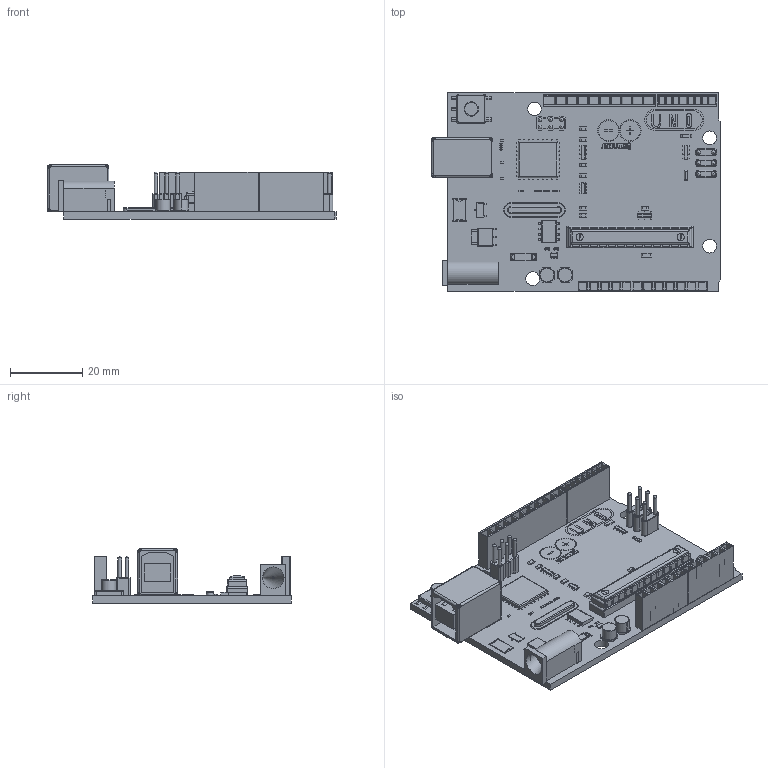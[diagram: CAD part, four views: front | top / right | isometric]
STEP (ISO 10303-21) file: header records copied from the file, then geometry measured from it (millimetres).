
FILE_DESCRIPTION(/* description */ (''),/* implementation_level */ '2;1');
FILE_NAME(/* name */ 'Arduino Uno v31.step',/* time_stamp */ '2025-09-01T10:05:19+05:30',/* author */ (''),/* organization */ (''),/* preprocessor_version */ 'ST-DEVELOPER v20.1',/* originating_system */ 'Autodesk Translation Framework v14.10.0.0',/* authorisation */ '');
FILE_SCHEMA (('AUTOMOTIVE_DESIGN { 1 0 10303 214 3 1 1 }'));
Length unit declared in the file: millimetre
Products named in the file (1): Arduino Uno
Bounding box: 80 x 55 x 15 mm (x, y, z)
Volume: 13686.1 mm3; surface area: 20269.1 mm2
Topology: 224 solids, 224 shells, 2029 faces, 4492 edges, 2915 vertices
Faces by surface type: plane 1470, cylinder 474, bspline 49, torus 23, sphere 13
Full cylindrical faces by diameter (mm): 0.5 x1, 1 x12, 3.8 x4, 4 x2, 5.6 x2, 6 x1
Entity records: 57367 total; most frequent: CARTESIAN_POINT 11763, DIRECTION 9243, ORIENTED_EDGE 8960, EDGE_CURVE 4480, LINE 3519, VECTOR 3519, VERTEX_POINT 2915, AXIS2_PLACEMENT_3D 2862
